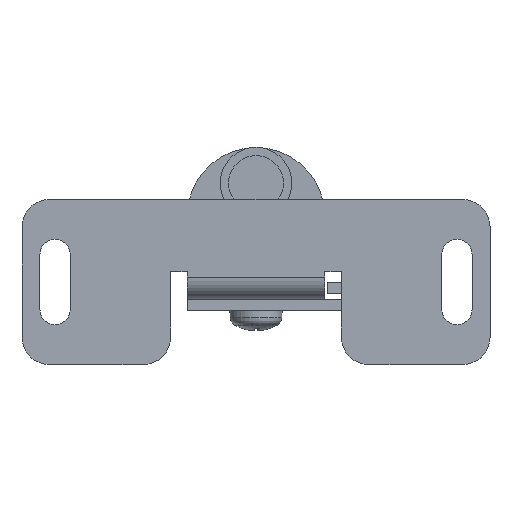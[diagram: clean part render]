
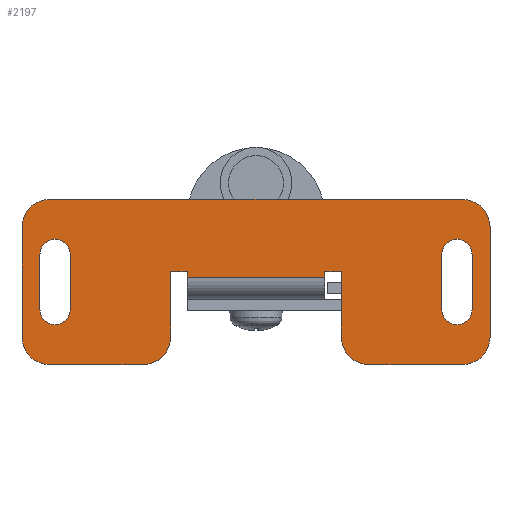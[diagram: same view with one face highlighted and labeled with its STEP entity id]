
A CAD part, top view. The second image highlights one B-rep face of the part: STEP entity #2197.
In plain terms, the highlighted planar face has unit normal (0, 0, 1).
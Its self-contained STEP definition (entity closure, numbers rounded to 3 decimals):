
#127=FACE_BOUND('',#392,.T.);
#128=FACE_BOUND('',#393,.T.);
#172=PLANE('',#2511);
#258=FACE_OUTER_BOUND('',#391,.T.);
#391=EDGE_LOOP('',(#1667,#1668,#1669,#1670,#1671,#1672,#1673,#1674,#1675,
#1676,#1677,#1678,#1679,#1680,#1681,#1682,#1683,#1684));
#392=EDGE_LOOP('',(#1685,#1686,#1687,#1688));
#393=EDGE_LOOP('',(#1689,#1690,#1691,#1692));
#533=LINE('',#3525,#692);
#538=LINE('',#3539,#697);
#544=LINE('',#3554,#703);
#546=LINE('',#3560,#705);
#553=LINE('',#3583,#712);
#555=LINE('',#3587,#714);
#558=LINE('',#3596,#717);
#561=LINE('',#3603,#720);
#564=LINE('',#3612,#723);
#567=LINE('',#3619,#726);
#568=LINE('',#3622,#727);
#570=LINE('',#3625,#729);
#571=LINE('',#3628,#730);
#573=LINE('',#3632,#732);
#575=LINE('',#3635,#734);
#576=LINE('',#3637,#735);
#692=VECTOR('',#2799,10.);
#697=VECTOR('',#2814,10.);
#703=VECTOR('',#2830,10.);
#705=VECTOR('',#2838,10.);
#712=VECTOR('',#2869,10.);
#714=VECTOR('',#2873,10.);
#717=VECTOR('',#2882,10.);
#720=VECTOR('',#2891,10.);
#723=VECTOR('',#2900,10.);
#726=VECTOR('',#2909,10.);
#727=VECTOR('',#2912,10.);
#729=VECTOR('',#2916,10.);
#730=VECTOR('',#2919,10.);
#732=VECTOR('',#2923,10.);
#734=VECTOR('',#2927,10.);
#735=VECTOR('',#2930,10.);
#828=CIRCLE('',#2454,5.);
#839=CIRCLE('',#2468,5.);
#840=CIRCLE('',#2470,5.);
#841=CIRCLE('',#2473,5.);
#842=CIRCLE('',#2475,5.);
#843=CIRCLE('',#2478,5.);
#849=CIRCLE('',#2494,2.75);
#850=CIRCLE('',#2497,2.75);
#851=CIRCLE('',#2500,2.75);
#852=CIRCLE('',#2503,2.75);
#969=VERTEX_POINT('',#3465);
#970=VERTEX_POINT('',#3466);
#997=VERTEX_POINT('',#3524);
#998=VERTEX_POINT('',#3528);
#999=VERTEX_POINT('',#3532);
#1000=VERTEX_POINT('',#3533);
#1001=VERTEX_POINT('',#3538);
#1002=VERTEX_POINT('',#3542);
#1003=VERTEX_POINT('',#3546);
#1004=VERTEX_POINT('',#3547);
#1005=VERTEX_POINT('',#3552);
#1006=VERTEX_POINT('',#3556);
#1009=VERTEX_POINT('',#3574);
#1010=VERTEX_POINT('',#3578);
#1011=VERTEX_POINT('',#3585);
#1012=VERTEX_POINT('',#3589);
#1013=VERTEX_POINT('',#3590);
#1014=VERTEX_POINT('',#3595);
#1015=VERTEX_POINT('',#3599);
#1016=VERTEX_POINT('',#3605);
#1017=VERTEX_POINT('',#3606);
#1018=VERTEX_POINT('',#3611);
#1019=VERTEX_POINT('',#3615);
#1020=VERTEX_POINT('',#3621);
#1021=VERTEX_POINT('',#3627);
#1022=VERTEX_POINT('',#3631);
#1185=EDGE_CURVE('',#969,#970,#828,.T.);
#1214=EDGE_CURVE('',#970,#997,#533,.T.);
#1216=EDGE_CURVE('',#997,#998,#839,.T.);
#1218=EDGE_CURVE('',#999,#1000,#840,.T.);
#1221=EDGE_CURVE('',#1000,#1001,#538,.T.);
#1223=EDGE_CURVE('',#1001,#1002,#841,.T.);
#1225=EDGE_CURVE('',#1003,#1004,#842,.T.);
#1229=EDGE_CURVE('',#1005,#1003,#544,.T.);
#1230=EDGE_CURVE('',#1006,#1005,#843,.T.);
#1232=EDGE_CURVE('',#1002,#1006,#546,.T.);
#1244=EDGE_CURVE('',#1009,#1010,#553,.T.);
#1246=EDGE_CURVE('',#1011,#1010,#555,.T.);
#1247=EDGE_CURVE('',#1012,#1013,#849,.T.);
#1250=EDGE_CURVE('',#1013,#1014,#558,.T.);
#1252=EDGE_CURVE('',#1014,#1015,#850,.T.);
#1254=EDGE_CURVE('',#1015,#1012,#561,.T.);
#1255=EDGE_CURVE('',#1016,#1017,#851,.T.);
#1258=EDGE_CURVE('',#1017,#1018,#564,.T.);
#1260=EDGE_CURVE('',#1018,#1019,#852,.T.);
#1262=EDGE_CURVE('',#1019,#1016,#567,.T.);
#1263=EDGE_CURVE('',#1004,#1020,#568,.T.);
#1265=EDGE_CURVE('',#1020,#1011,#570,.T.);
#1266=EDGE_CURVE('',#1009,#1021,#571,.T.);
#1268=EDGE_CURVE('',#1021,#1022,#573,.T.);
#1270=EDGE_CURVE('',#1022,#969,#575,.T.);
#1271=EDGE_CURVE('',#998,#999,#576,.T.);
#1667=ORIENTED_EDGE('',*,*,#1185,.F.);
#1668=ORIENTED_EDGE('',*,*,#1270,.F.);
#1669=ORIENTED_EDGE('',*,*,#1268,.F.);
#1670=ORIENTED_EDGE('',*,*,#1266,.F.);
#1671=ORIENTED_EDGE('',*,*,#1244,.T.);
#1672=ORIENTED_EDGE('',*,*,#1246,.F.);
#1673=ORIENTED_EDGE('',*,*,#1265,.F.);
#1674=ORIENTED_EDGE('',*,*,#1263,.F.);
#1675=ORIENTED_EDGE('',*,*,#1225,.F.);
#1676=ORIENTED_EDGE('',*,*,#1229,.F.);
#1677=ORIENTED_EDGE('',*,*,#1230,.F.);
#1678=ORIENTED_EDGE('',*,*,#1232,.F.);
#1679=ORIENTED_EDGE('',*,*,#1223,.F.);
#1680=ORIENTED_EDGE('',*,*,#1221,.F.);
#1681=ORIENTED_EDGE('',*,*,#1218,.F.);
#1682=ORIENTED_EDGE('',*,*,#1271,.F.);
#1683=ORIENTED_EDGE('',*,*,#1216,.F.);
#1684=ORIENTED_EDGE('',*,*,#1214,.F.);
#1685=ORIENTED_EDGE('',*,*,#1247,.T.);
#1686=ORIENTED_EDGE('',*,*,#1250,.T.);
#1687=ORIENTED_EDGE('',*,*,#1252,.T.);
#1688=ORIENTED_EDGE('',*,*,#1254,.T.);
#1689=ORIENTED_EDGE('',*,*,#1255,.T.);
#1690=ORIENTED_EDGE('',*,*,#1258,.T.);
#1691=ORIENTED_EDGE('',*,*,#1260,.T.);
#1692=ORIENTED_EDGE('',*,*,#1262,.T.);
#2197=ADVANCED_FACE('',(#258,#127,#128),#172,.T.);
#2454=AXIS2_PLACEMENT_3D('',#3467,#2755,#2756);
#2468=AXIS2_PLACEMENT_3D('',#3529,#2803,#2804);
#2470=AXIS2_PLACEMENT_3D('',#3534,#2808,#2809);
#2473=AXIS2_PLACEMENT_3D('',#3543,#2818,#2819);
#2475=AXIS2_PLACEMENT_3D('',#3548,#2823,#2824);
#2478=AXIS2_PLACEMENT_3D('',#3557,#2833,#2834);
#2494=AXIS2_PLACEMENT_3D('',#3591,#2876,#2877);
#2497=AXIS2_PLACEMENT_3D('',#3600,#2886,#2887);
#2500=AXIS2_PLACEMENT_3D('',#3607,#2894,#2895);
#2503=AXIS2_PLACEMENT_3D('',#3616,#2904,#2905);
#2511=AXIS2_PLACEMENT_3D('',#3638,#2931,#2932);
#2755=DIRECTION('center_axis',(0.,0.,-1.));
#2756=DIRECTION('ref_axis',(0.707,-0.707,0.));
#2799=DIRECTION('',(-1.,0.,0.));
#2803=DIRECTION('center_axis',(0.,0.,-1.));
#2804=DIRECTION('ref_axis',(-0.707,-0.707,0.));
#2808=DIRECTION('center_axis',(0.,0.,-1.));
#2809=DIRECTION('ref_axis',(-0.707,0.707,0.));
#2814=DIRECTION('',(1.,0.,0.));
#2818=DIRECTION('center_axis',(0.,0.,-1.));
#2819=DIRECTION('ref_axis',(0.707,0.707,0.));
#2823=DIRECTION('center_axis',(0.,0.,-1.));
#2824=DIRECTION('ref_axis',(-0.707,-0.707,0.));
#2830=DIRECTION('',(-1.,0.,0.));
#2833=DIRECTION('center_axis',(0.,0.,-1.));
#2834=DIRECTION('ref_axis',(0.707,-0.707,0.));
#2838=DIRECTION('',(0.,-1.,0.));
#2869=DIRECTION('',(1.,0.,0.));
#2873=DIRECTION('',(0.,-1.,0.));
#2876=DIRECTION('center_axis',(0.,0.,-1.));
#2877=DIRECTION('ref_axis',(1.,0.,0.));
#2882=DIRECTION('',(0.,-1.,0.));
#2886=DIRECTION('center_axis',(0.,0.,-1.));
#2887=DIRECTION('ref_axis',(-1.,0.,0.));
#2891=DIRECTION('',(0.,1.,0.));
#2894=DIRECTION('center_axis',(0.,0.,-1.));
#2895=DIRECTION('ref_axis',(1.,0.,0.));
#2900=DIRECTION('',(0.,1.,0.));
#2904=DIRECTION('center_axis',(0.,0.,-1.));
#2905=DIRECTION('ref_axis',(-1.,0.,0.));
#2909=DIRECTION('',(0.,-1.,0.));
#2912=DIRECTION('',(0.,1.,0.));
#2916=DIRECTION('',(-1.,0.,0.));
#2919=DIRECTION('',(0.,1.,0.));
#2923=DIRECTION('',(-1.,0.,0.));
#2927=DIRECTION('',(0.,-1.,0.));
#2930=DIRECTION('',(0.,1.,0.));
#2931=DIRECTION('center_axis',(0.,0.,1.));
#2932=DIRECTION('ref_axis',(1.,0.,0.));
#3465=CARTESIAN_POINT('',(-15.5,-10.,2.));
#3466=CARTESIAN_POINT('',(-20.5,-15.,2.));
#3467=CARTESIAN_POINT('Origin',(-20.5,-10.,2.));
#3524=CARTESIAN_POINT('',(-37.5,-15.,2.));
#3525=CARTESIAN_POINT('',(-15.5,-15.,2.));
#3528=CARTESIAN_POINT('',(-42.5,-10.,2.));
#3529=CARTESIAN_POINT('Origin',(-37.5,-10.,2.));
#3532=CARTESIAN_POINT('',(-42.5,10.,2.));
#3533=CARTESIAN_POINT('',(-37.5,15.,2.));
#3534=CARTESIAN_POINT('Origin',(-37.5,10.,2.));
#3538=CARTESIAN_POINT('',(37.5,15.,2.));
#3539=CARTESIAN_POINT('',(-42.5,15.,2.));
#3542=CARTESIAN_POINT('',(42.5,10.,2.));
#3543=CARTESIAN_POINT('Origin',(37.5,10.,2.));
#3546=CARTESIAN_POINT('',(20.5,-15.,2.));
#3547=CARTESIAN_POINT('',(15.5,-10.,2.));
#3548=CARTESIAN_POINT('Origin',(20.5,-10.,2.));
#3552=CARTESIAN_POINT('',(37.5,-15.,2.));
#3554=CARTESIAN_POINT('',(42.5,-15.,2.));
#3556=CARTESIAN_POINT('',(42.5,-10.,2.));
#3557=CARTESIAN_POINT('Origin',(37.5,-10.,2.));
#3560=CARTESIAN_POINT('',(42.5,15.,2.));
#3574=CARTESIAN_POINT('',(-12.5,0.9,2.));
#3578=CARTESIAN_POINT('',(12.5,0.9,2.));
#3583=CARTESIAN_POINT('',(6.25,0.9,2.));
#3585=CARTESIAN_POINT('',(12.5,1.9,2.));
#3587=CARTESIAN_POINT('',(12.5,1.9,2.));
#3589=CARTESIAN_POINT('',(-39.25,5.,2.));
#3590=CARTESIAN_POINT('',(-33.75,5.,2.));
#3591=CARTESIAN_POINT('Origin',(-36.5,5.,2.));
#3595=CARTESIAN_POINT('',(-33.75,-5.,2.));
#3596=CARTESIAN_POINT('',(-33.75,2.813,2.));
#3599=CARTESIAN_POINT('',(-39.25,-5.,2.));
#3600=CARTESIAN_POINT('Origin',(-36.5,-5.,2.));
#3603=CARTESIAN_POINT('',(-39.25,-2.187,2.));
#3605=CARTESIAN_POINT('',(39.25,-5.,2.));
#3606=CARTESIAN_POINT('',(33.75,-5.,2.));
#3607=CARTESIAN_POINT('Origin',(36.5,-5.,2.));
#3611=CARTESIAN_POINT('',(33.75,5.,2.));
#3612=CARTESIAN_POINT('',(33.75,-2.187,2.));
#3615=CARTESIAN_POINT('',(39.25,5.,2.));
#3616=CARTESIAN_POINT('Origin',(36.5,5.,2.));
#3619=CARTESIAN_POINT('',(39.25,2.813,2.));
#3621=CARTESIAN_POINT('',(15.5,1.9,2.));
#3622=CARTESIAN_POINT('',(15.5,-15.,2.));
#3625=CARTESIAN_POINT('',(15.5,1.9,2.));
#3627=CARTESIAN_POINT('',(-12.5,1.9,2.));
#3628=CARTESIAN_POINT('',(-12.5,-3.1,2.));
#3631=CARTESIAN_POINT('',(-15.5,1.9,2.));
#3632=CARTESIAN_POINT('',(-12.5,1.9,2.));
#3635=CARTESIAN_POINT('',(-15.5,1.9,2.));
#3637=CARTESIAN_POINT('',(-42.5,-15.,2.));
#3638=CARTESIAN_POINT('Origin',(0.,0.626,
2.));
